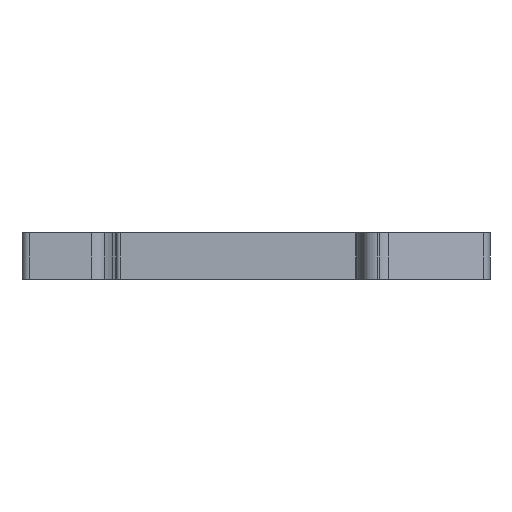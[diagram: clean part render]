
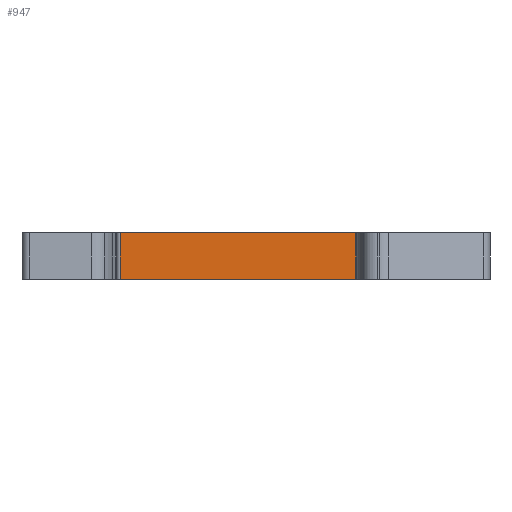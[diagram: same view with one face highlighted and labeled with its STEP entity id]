
A CAD part, front view. The second image highlights one B-rep face of the part: STEP entity #947.
In plain terms, the highlighted planar face has unit normal (0, -1, 0).
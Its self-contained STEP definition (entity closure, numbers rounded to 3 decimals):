
#947 = ADVANCED_FACE( '', ( #2037 ), #2038, .F. );
#2037 = FACE_OUTER_BOUND( '', #3248, .T. );
#2038 = PLANE( '', #3249 );
#3248 = EDGE_LOOP( '', ( #6280, #6281, #6282, #6283 ) );
#3249 = AXIS2_PLACEMENT_3D( '', #6284, #6285, #6286 );
#6280 = ORIENTED_EDGE( '', *, *, #8116, .F. );
#6281 = ORIENTED_EDGE( '', *, *, #8501, .F. );
#6282 = ORIENTED_EDGE( '', *, *, #8455, .T. );
#6283 = ORIENTED_EDGE( '', *, *, #8164, .F. );
#6284 = CARTESIAN_POINT( '', ( 349.067, 142.755, 6.2 ) );
#6285 = DIRECTION( '', ( 0., 1., 0. ) );
#6286 = DIRECTION( '', ( 1., 0., 0. ) );
#8116 = EDGE_CURVE( '', #10108, #10110, #10111, .F. );
#8164 = EDGE_CURVE( '', #10110, #10185, #10186, .T. );
#8455 = EDGE_CURVE( '', #10600, #10185, #10601, .T. );
#8501 = EDGE_CURVE( '', #10600, #10108, #10673, .T. );
#10108 = VERTEX_POINT( '', #12827 );
#10110 = VERTEX_POINT( '', #12829 );
#10111 = LINE( '', #12830, #12831 );
#10185 = VERTEX_POINT( '', #12936 );
#10186 = LINE( '', #12937, #12938 );
#10600 = VERTEX_POINT( '', #13561 );
#10601 = LINE( '', #13562, #13563 );
#10673 = LINE( '', #13658, #13659 );
#12827 = CARTESIAN_POINT( '', ( 349.266, 142.755, 6.175 ) );
#12829 = CARTESIAN_POINT( '', ( 380.266, 142.755, 6.175 ) );
#12830 = CARTESIAN_POINT( '', ( 338.182, 142.755, 6.175 ) );
#12831 = VECTOR( '', #15186, 1000. );
#12936 = CARTESIAN_POINT( '', ( 380.266, 142.755, 0.025 ) );
#12937 = CARTESIAN_POINT( '', ( 380.266, 142.755, 6.2 ) );
#12938 = VECTOR( '', #15251, 1000. );
#13561 = CARTESIAN_POINT( '', ( 349.266, 142.755, 0.025 ) );
#13562 = CARTESIAN_POINT( '', ( 349.067, 142.755, 0.025 ) );
#13563 = VECTOR( '', #15578, 1000. );
#13658 = CARTESIAN_POINT( '', ( 349.266, 142.755, 0.025 ) );
#13659 = VECTOR( '', #15659, 1000. );
#15186 = DIRECTION( '', ( -1., 0., 0. ) );
#15251 = DIRECTION( '', ( 0., 0., -1. ) );
#15578 = DIRECTION( '', ( 1., 0., 0. ) );
#15659 = DIRECTION( '', ( 0., 0., 1. ) );
